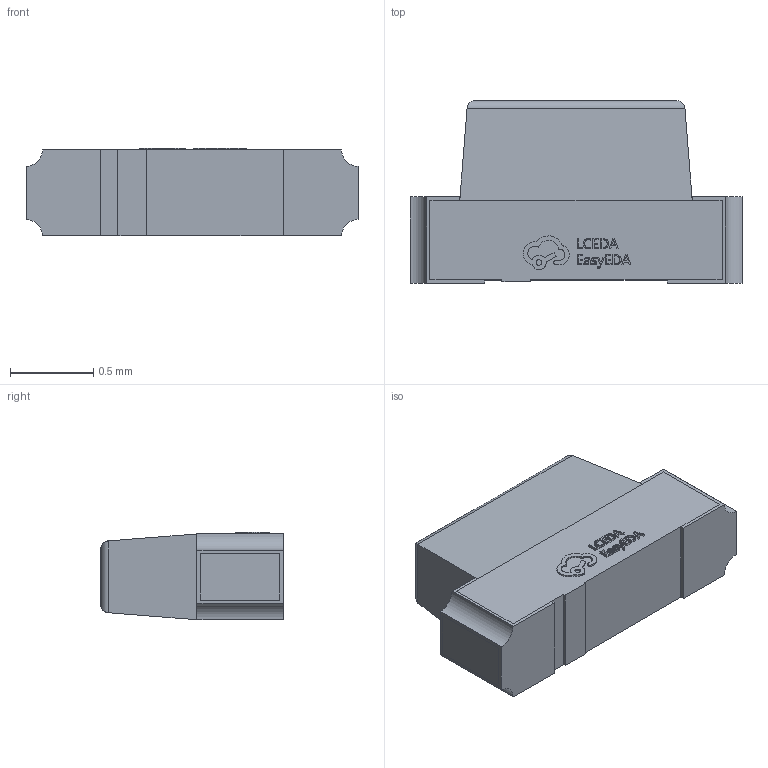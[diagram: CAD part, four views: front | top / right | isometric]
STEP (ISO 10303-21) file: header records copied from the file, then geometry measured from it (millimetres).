
FILE_DESCRIPTION (( 'STEP AP214' ), '1' );
FILE_NAME ('LED-SMD_L2.0-W1.1-H0.5-R-FD.step', '2022-07-08T12:29:52', ( '' ), ( '' ), 'SwSTEP 2.0', 'SolidWorks 2020', '' );
FILE_SCHEMA (( 'AUTOMOTIVE_DESIGN' ));
Length unit declared in the file: millimetre
Products named in the file (1): LED-SMD_L2.0-W1.1-H0.5-R-FD
Bounding box: 2 x 1.1 x 0.53 mm (x, y, z)
Volume: 0.9 mm3; surface area: 6.5 mm2
Topology: 1 solids, 1 shells, 267 faces, 763 edges, 526 vertices
Faces by surface type: plane 161, bspline 98, cylinder 8
Entity records: 12099 total; most frequent: CARTESIAN_POINT 3071, ORIENTED_EDGE 1526, DIRECTION 893, EDGE_CURVE 763, VECTOR 537, LINE 537, VERTEX_POINT 526, EDGE_LOOP 295
